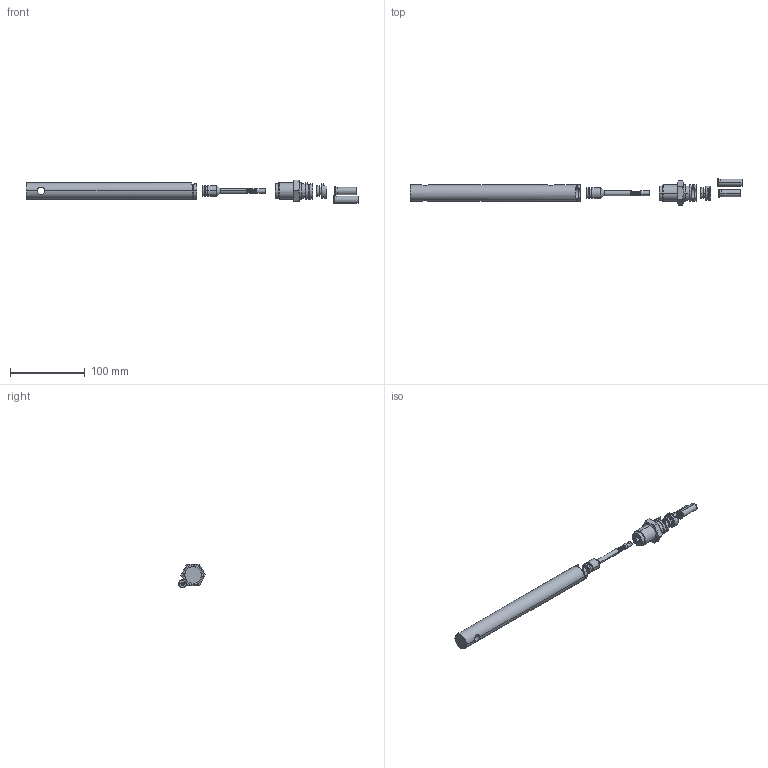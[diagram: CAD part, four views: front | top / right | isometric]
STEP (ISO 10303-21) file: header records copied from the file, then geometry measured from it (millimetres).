
FILE_DESCRIPTION (( 'STEP AP214' ), '1' );
FILE_NAME ('OS-2325 - POS-165.STEP', '2019-08-16T15:54:03', ( '' ), ( '' ), 'SwSTEP 2.0', 'SolidWorks 2019', '' );
FILE_SCHEMA (( 'AUTOMOTIVE_DESIGN' ));
Length unit declared in the file: millimetre
Products named in the file (27): OS-2325 - POS-128 ; OS-2325 - POS-165; OS-2325 - POS-161; OS-2325 - POS-162; OS-2325 - POS-153; OS-2325 - POS-151; OS-2325 - POS-152; OS-2325 - POS-170 ; OS-2325 - POS-150; SO-2325 - POS-160; OS-2325 - POS-126 ; OS-2325 - POS-163; OS-2325 - POS-127; OS-2325 - POS-164
Assembly tree (15 placements, depth 3):
  OS-2325 - POS-165
    SO-2325 - POS-160
      OS-2325 - POS-164
  OS-2325 - POS-128 
  OS-2325 - POS-161
  OS-2325 - POS-162
  OS-2325 - POS-153
Bounding box: 442.9 x 36.08 x 31.66 mm (x, y, z)
Volume: 105500.5 mm3; surface area: 35359.7 mm2
Topology: 11 solids, 11 shells, 233 faces, 533 edges, 332 vertices
Faces by surface type: cylinder 91, plane 71, cone 40, torus 29, bspline 2
Entity records: 10582 total; most frequent: CARTESIAN_POINT 4034, DIRECTION 1243, ORIENTED_EDGE 1064, EDGE_CURVE 532, AXIS2_PLACEMENT_3D 526, VERTEX_POINT 330, CIRCLE 271, EDGE_LOOP 268
